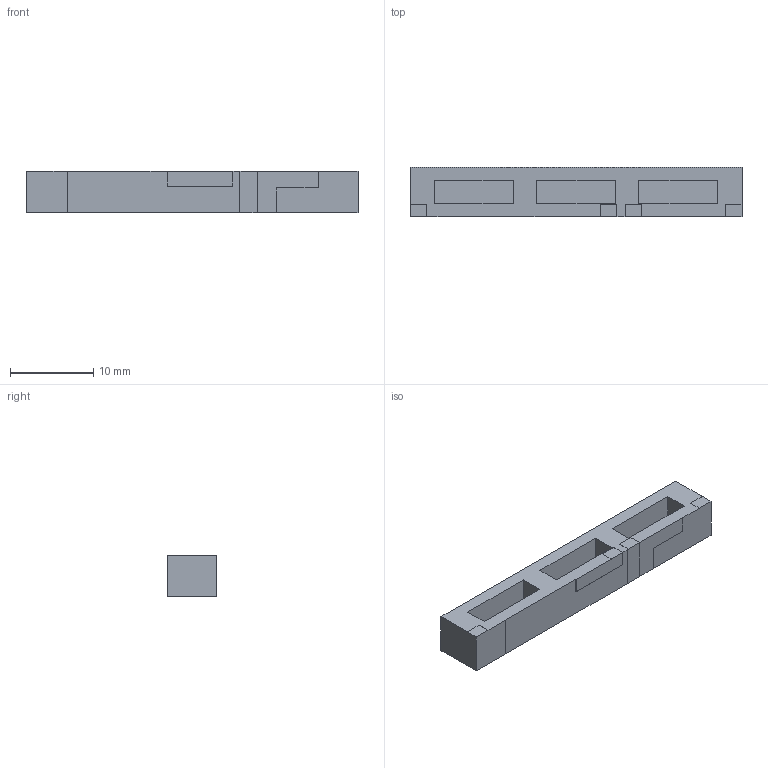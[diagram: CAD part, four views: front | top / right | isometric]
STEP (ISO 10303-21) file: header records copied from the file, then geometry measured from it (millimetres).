
FILE_DESCRIPTION (( 'STEP AP214' ), '1' );
FILE_NAME ('PA.710.A Web.STEP', '2021-03-02T15:50:32', ( 'localadmin' ), ( '' ), 'SwSTEP 2.0', 'SolidWorks 2018', '' );
FILE_SCHEMA (( 'AUTOMOTIVE_DESIGN' ));
Length unit declared in the file: millimetre
Products named in the file (1): PA.710.A Web
Bounding box: 40 x 6.01 x 5.01 mm (x, y, z)
Volume: 969.6 mm3; surface area: 1155.3 mm2
Topology: 1 solids, 1 shells, 538 faces, 1443 edges, 961 vertices
Faces by surface type: plane 339, bspline 199
Entity records: 28929 total; most frequent: CARTESIAN_POINT 10870, ORIENTED_EDGE 2886, DIRECTION 1725, EDGE_CURVE 1443, VECTOR 1045, LINE 1045, VERTEX_POINT 961, EDGE_LOOP 592
